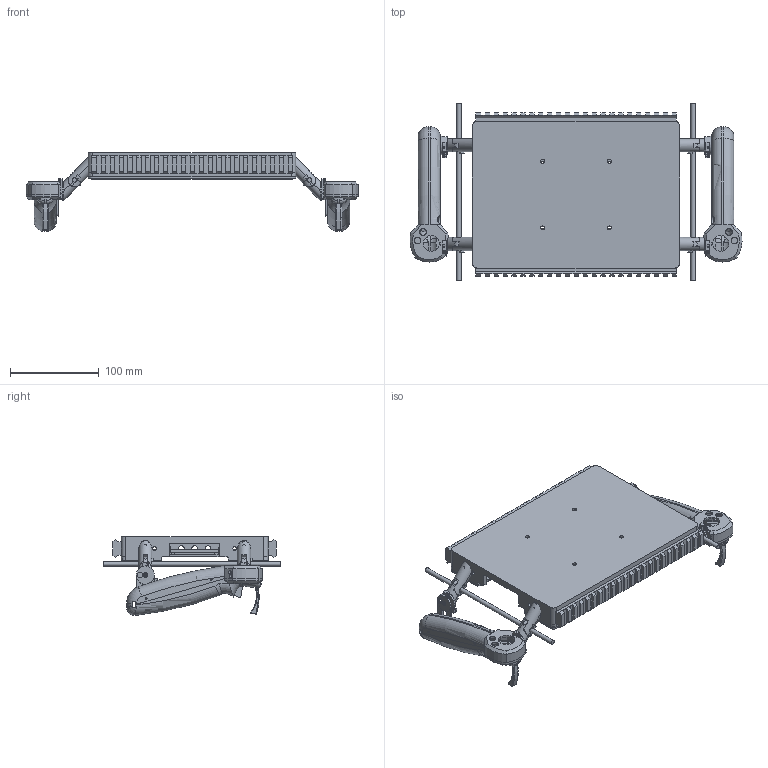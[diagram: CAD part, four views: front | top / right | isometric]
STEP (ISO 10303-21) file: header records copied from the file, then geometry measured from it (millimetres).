
FILE_DESCRIPTION(/* description */ ('STEP AP242','CAx-IF Rec.Pracs.---Representation and Presentation of Product Manufacturing Information (PMI)---4.0---2014-10-13','CAx-IF Rec.Pracs.---3D Tessellated Geometry---0.4---2014-09-14','2;1'),/* implementation_level */ '2;1');
FILE_NAME(/* name */ '68562b25c5ed350367eede18',/* time_stamp */ '2025-06-21T03:46:47Z',/* author */ (''),/* organization */ (''),/* preprocessor_version */ 'ST-DEVELOPER v20',/* originating_system */ 'ONSHAPE BY PTC INC, 1.199',/* authorisation */ ' ');
FILE_SCHEMA (('AP242_MANAGED_MODEL_BASED_3D_ENGINEERING_MIM_LF { 1 0 10303 442 1 1 4 }'));
Length unit declared in the file: metre
Products named in the file (46): Bottom Plate Front; Main Body; Pivot Base; Bottom Plate Back; Outs. Clamp Back; Outs. Clamp Front; Cont. Pivot; Mag Lock Wire Holder; Cont. Pivot Cap; Controller Top; Controller Connection Piece; Bottom Cont. Conn. 1; Bottom Cont. Conn. 2; Rod; Rod Pivot Stopper; Trigger; Controller Bottom; Part 19; Part 20; Part 21; Part 22; Part 23; Part 24; Part 25; Part 26; Part 27; Part 28; Part 29; Part 30; Part 31; Part 32; Part 33; Part 34; Part 35; Part 36; Part 37; Part 38; Part 39; Part 40; Part 41 ...
Bounding box: 373.26 x 200 x 88.8 mm (x, y, z)
Volume: 386681.1 mm3; surface area: 300941.4 mm2
Topology: 46 solids, 46 shells, 1593 faces, 4025 edges, 2569 vertices
Faces by surface type: plane 927, cylinder 546, torus 64, cone 40, bspline 16
Full cylindrical faces by diameter (mm): 0.75 x12, 1.5 x12, 1.9 x12, 2.2 x16, 2.5 x83, 3 x14, 3.25 x8, 3.7 x12, 4 x20, 4.5 x4, 5 x26, 5.2 x4, 6.35 x8, 6.5 x5, 7 x4, 7.5 x4, 10 x2, 18 x2, 20.5 x4
Entity records: 48748 total; most frequent: CARTESIAN_POINT 9827, DIRECTION 7814, ORIENTED_EDGE 7390, EDGE_CURVE 3695, AXIS2_PLACEMENT_3D 2870, VERTEX_POINT 2507, EDGE_LOOP 2274, FACE_BOUND 2274
